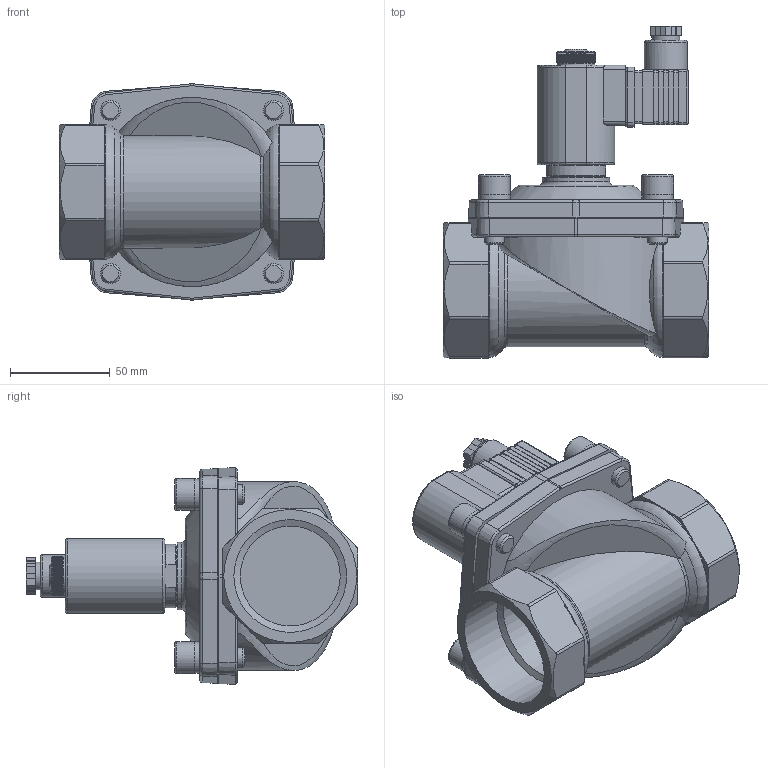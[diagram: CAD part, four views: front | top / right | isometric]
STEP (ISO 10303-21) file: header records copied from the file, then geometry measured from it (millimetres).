
FILE_DESCRIPTION((''),'2;1');
FILE_NAME('EZ1A50E050B23050.stp','2022-01-24T10:49:03',('RL'),(''),'Autodesk Inventor 2012','Autodesk Inventor 2012','');
FILE_SCHEMA(('AUTOMOTIVE_DESIGN { 1 0 10303 214 1 1 1 1 }'));
Length unit declared in the file: millimetre
Products named in the file (3): EZ1A50E050B230/50; EZ1A50E050B23050; GDA09
Assembly tree (2 placements, depth 2):
  EZ1A50E050B230/50
    EZ1A50E050B23050
    GDA09
Bounding box: 133.5 x 166.75 x 108.66 mm (x, y, z)
Volume: 618755.8 mm3; surface area: 98881.1 mm2
Topology: 3 solids, 7 shells, 916 faces, 2280 edges, 1431 vertices
Faces by surface type: plane 638, cylinder 188, torus 46, cone 44
Full cylindrical faces by diameter (mm): 1.7 x3, 2.459 x1, 3 x1, 3.2 x1, 5.5 x1, 6.6 x2, 7 x1, 8.5 x1, 10 x8, 10.5 x1, 10.7 x4, 10.8 x4, 14 x1, 15.9 x4, 16 x4, 19 x1, 20 x1, 21.5 x1, 22 x1, 29.8 x1, 33.8 x1, 50.2 x2, 56.656 x2
Entity records: 28147 total; most frequent: CARTESIAN_POINT 6180, ORIENTED_EDGE 4388, DIRECTION 4254, EDGE_CURVE 2194, AXIS2_PLACEMENT_3D 1472, VERTEX_POINT 1417, VECTOR 1310, LINE 1310
